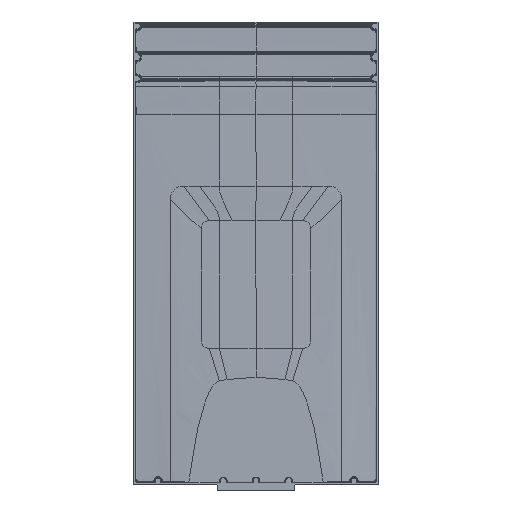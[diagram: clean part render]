
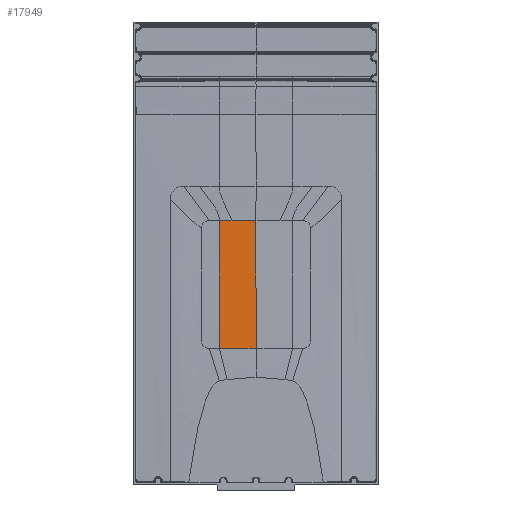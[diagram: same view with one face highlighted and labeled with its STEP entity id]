
A CAD part, front view. The second image highlights one B-rep face of the part: STEP entity #17949.
In plain terms, the highlighted free-form (B-spline) face has degree [3, 3] with [4, 4] control points.
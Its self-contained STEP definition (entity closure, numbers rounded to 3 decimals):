
#4768=CARTESIAN_POINT('',(0.,-27.666,
500.));
#4769=CARTESIAN_POINT('',(0.,-25.681,
656.667));
#4770=CARTESIAN_POINT('',(0.,-23.696,
813.334));
#4771=CARTESIAN_POINT('',(0.,-21.712,
970.001));
#4773=CARTESIAN_POINT('',(0.,-27.666,
500.));
#4774=CARTESIAN_POINT('',(-1.01,-27.666,
500.));
#4775=CARTESIAN_POINT('',(-2.02,-27.666,
500.));
#4776=CARTESIAN_POINT('',(-3.03,-27.666,
500.));
#4778=CARTESIAN_POINT('',(-3.03,-27.666,
500.));
#4779=CARTESIAN_POINT('',(-3.039,-27.666,
500.005));
#4780=CARTESIAN_POINT('',(-3.061,-27.666,
500.009));
#4781=CARTESIAN_POINT('',(-3.081,-27.666,
500.004));
#4782=CARTESIAN_POINT('',(-3.096,-27.666,
499.999));
#4784=CARTESIAN_POINT('',(-134.908,-27.411,
500.001));
#4785=CARTESIAN_POINT('',(-90.98,-27.568,
499.996));
#4786=CARTESIAN_POINT('',(-47.035,-27.662,
499.999));
#4787=CARTESIAN_POINT('',(-3.096,-27.666,
499.999));
#4789=CARTESIAN_POINT('',(-134.908,-27.411,
500.001));
#4790=CARTESIAN_POINT('',(-134.907,-25.316,
656.668));
#4791=CARTESIAN_POINT('',(-134.905,-23.222,
813.337));
#4792=CARTESIAN_POINT('',(-134.889,-21.205,
969.999));
#4794=CARTESIAN_POINT('',(-134.889,-21.205,
969.999));
#4795=CARTESIAN_POINT('',(-119.286,-21.316,
970.));
#4796=CARTESIAN_POINT('',(-103.682,-21.411,
969.999));
#4797=CARTESIAN_POINT('',(-88.076,-21.488,
970.));
#4799=CARTESIAN_POINT('',(-88.076,-21.488,
970.));
#4800=CARTESIAN_POINT('',(-58.72,-21.632,
970.));
#4801=CARTESIAN_POINT('',(-29.36,-21.712,
970.001));
#4802=CARTESIAN_POINT('',(0.,-21.712,
970.001));
#4949=CARTESIAN_POINT('',(-134.889,-21.205,
969.999));
#4954=CARTESIAN_POINT('',(-134.908,-27.411,
500.001));
#7044=VERTEX_POINT('',#4768);
#7045=VERTEX_POINT('',#4771);
#7070=VERTEX_POINT('',#4949);
#7072=VERTEX_POINT('',#4954);
#7074=VERTEX_POINT('',#4797);
#7075=VERTEX_POINT('',#4778);
#7076=VERTEX_POINT('',#4782);
#17920=CARTESIAN_POINT('',(-136.237,-21.135,
974.699));
#17921=CARTESIAN_POINT('',(-89.937,-21.468,
974.699));
#17922=CARTESIAN_POINT('',(-43.619,-21.66,
974.701));
#17923=CARTESIAN_POINT('',(2.698,-21.652,
974.701));
#17924=CARTESIAN_POINT('',(-136.254,-23.191,
814.903));
#17925=CARTESIAN_POINT('',(-89.948,-23.504,
814.9));
#17926=CARTESIAN_POINT('',(-43.624,-23.684,
814.9));
#17927=CARTESIAN_POINT('',(2.698,-23.676,
814.9));
#17928=CARTESIAN_POINT('',(-136.255,-25.33,
655.105));
#17929=CARTESIAN_POINT('',(-89.948,-25.569,
655.101));
#17930=CARTESIAN_POINT('',(-43.624,-25.707,
655.099));
#17931=CARTESIAN_POINT('',(2.698,-25.701,
655.099));
#17932=CARTESIAN_POINT('',(-136.257,-27.468,
495.306));
#17933=CARTESIAN_POINT('',(-89.947,-27.634,
495.3));
#17934=CARTESIAN_POINT('',(-43.624,-27.73,
495.298));
#17935=CARTESIAN_POINT('',(2.698,-27.726,
495.298));
#17936=B_SPLINE_SURFACE_WITH_KNOTS('',3,3,((#17920,#17921,#17922,#17923),
(#17924,#17925,#17926,#17927),(#17928,#17929,#17930,#17931),(#17932,#17933,
#17934,#17935)),.UNSPECIFIED.,.F.,.F.,.F.,(4,4),(4,4),(0.35,
0.67),(0.348,0.503),.UNSPECIFIED.);
#17938=ORIENTED_EDGE('',*,*,#17937,.F.);
#17939=ORIENTED_EDGE('',*,*,#17243,.T.);
#17940=ORIENTED_EDGE('',*,*,#17241,.T.);
#17941=ORIENTED_EDGE('',*,*,#17239,.F.);
#17943=ORIENTED_EDGE('',*,*,#17942,.T.);
#17944=ORIENTED_EDGE('',*,*,#17910,.T.);
#17946=ORIENTED_EDGE('',*,*,#17945,.T.);
#17947=EDGE_LOOP('',(#17938,#17939,#17940,#17941,#17943,#17944,#17946));
#17948=FACE_OUTER_BOUND('',#17947,.F.);
#17949=ADVANCED_FACE('',(#17948),#17936,.T.);
#4772=B_SPLINE_CURVE_WITH_KNOTS('',3,(#4768,#4769,#4770,#4771),.UNSPECIFIED.,
.F.,.F.,(4,4),(0.,1.),.UNSPECIFIED.);
#4777=B_SPLINE_CURVE_WITH_KNOTS('',3,(#4773,#4774,#4775,#4776),.UNSPECIFIED.,
.F.,.F.,(4,4),(0.,1.),.UNSPECIFIED.);
#4783=B_SPLINE_CURVE_WITH_KNOTS('',3,(#4778,#4779,#4780,#4781,#4782),
.UNSPECIFIED.,.F.,.F.,(4,1,4),(0.,0.5,1.),.UNSPECIFIED.);
#4788=B_SPLINE_CURVE_WITH_KNOTS('',3,(#4784,#4785,#4786,#4787),.UNSPECIFIED.,
.F.,.F.,(4,4),(0.,1.),.UNSPECIFIED.);
#4793=B_SPLINE_CURVE_WITH_KNOTS('',3,(#4789,#4790,#4791,#4792),.UNSPECIFIED.,
.F.,.F.,(4,4),(0.,1.),.UNSPECIFIED.);
#4798=B_SPLINE_CURVE_WITH_KNOTS('',3,(#4794,#4795,#4796,#4797),.UNSPECIFIED.,
.F.,.F.,(4,4),(0.,1.),.UNSPECIFIED.);
#4803=B_SPLINE_CURVE_WITH_KNOTS('',3,(#4799,#4800,#4801,#4802),.UNSPECIFIED.,
.F.,.F.,(4,4),(0.,1.),.UNSPECIFIED.);
#17239=EDGE_CURVE('',#7072,#7076,#4788,.T.);
#17241=EDGE_CURVE('',#7075,#7076,#4783,.T.);
#17243=EDGE_CURVE('',#7044,#7075,#4777,.T.);
#17910=EDGE_CURVE('',#7070,#7074,#4798,.T.);
#17937=EDGE_CURVE('',#7044,#7045,#4772,.T.);
#17942=EDGE_CURVE('',#7072,#7070,#4793,.T.);
#17945=EDGE_CURVE('',#7074,#7045,#4803,.T.);
